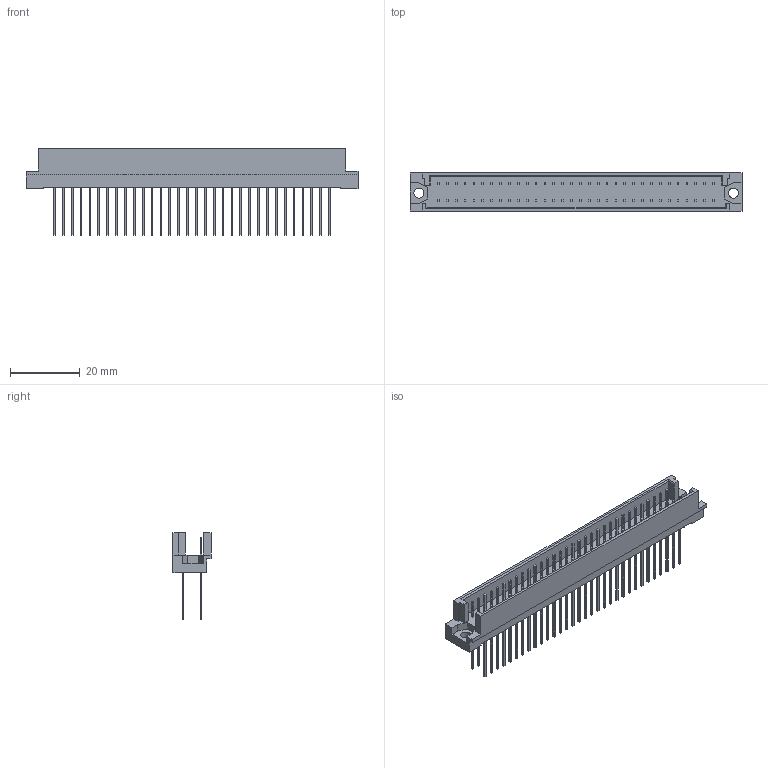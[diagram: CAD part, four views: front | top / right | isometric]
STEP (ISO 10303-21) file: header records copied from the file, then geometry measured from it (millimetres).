
FILE_DESCRIPTION (( 'STEP AP214' ), '1' );
FILE_NAME ('INGUN_4864.STEP', '2025-04-11T09:28:32', ( '' ), ( '' ), 'SwSTEP 2.0', 'SolidWorks 2023', '' );
FILE_SCHEMA (( 'AUTOMOTIVE_DESIGN' ));
Length unit declared in the file: millimetre
Products named in the file (1): INGUN_4864
Bounding box: 95 x 10.9 x 24.8 mm (x, y, z)
Volume: 5425.9 mm3; surface area: 7917.1 mm2
Topology: 7 solids, 7 shells, 789 faces, 1937 edges, 1290 vertices
Faces by surface type: plane 741, bspline 44, cylinder 4
Entity records: 26823 total; most frequent: CARTESIAN_POINT 6669, ORIENTED_EDGE 3874, DIRECTION 3349, EDGE_CURVE 1937, VECTOR 1841, LINE 1841, VERTEX_POINT 1290, EDGE_LOOP 925
